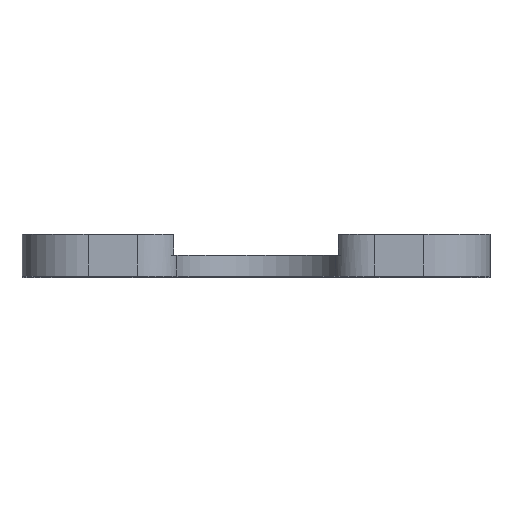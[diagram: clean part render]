
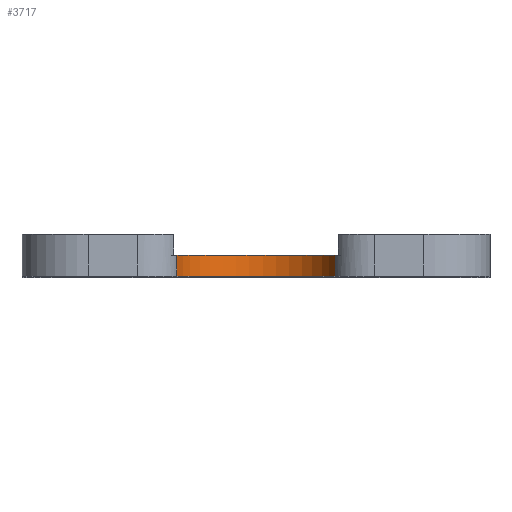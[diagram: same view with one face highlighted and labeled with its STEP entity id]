
A CAD part, top view. The second image highlights one B-rep face of the part: STEP entity #3717.
In plain terms, the highlighted cylindrical face has radius 12.7 mm (diameter 25.4 mm), a partial arc.
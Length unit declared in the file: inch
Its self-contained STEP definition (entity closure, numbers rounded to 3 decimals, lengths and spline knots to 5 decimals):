
#358=FACE_OUTER_BOUND('',#597,.T.);
#597=EDGE_LOOP('',(#2925,#2926,#2927,#2928));
#921=LINE('',#6253,#1216);
#922=LINE('',#6255,#1217);
#1216=VECTOR('',#4993,0.3937);
#1217=VECTOR('',#4996,0.3937);
#1380=CIRCLE('',#3931,0.5);
#1493=CIRCLE('',#4049,0.5);
#1626=VERTEX_POINT('',#5565);
#1627=VERTEX_POINT('',#5567);
#1796=VERTEX_POINT('',#5915);
#1797=VERTEX_POINT('',#5917);
#1990=EDGE_CURVE('',#1626,#1627,#1380,.T.);
#2165=EDGE_CURVE('',#1796,#1797,#1493,.T.);
#2337=EDGE_CURVE('',#1797,#1626,#921,.T.);
#2338=EDGE_CURVE('',#1627,#1796,#922,.T.);
#2925=ORIENTED_EDGE('',*,*,#2337,.F.);
#2926=ORIENTED_EDGE('',*,*,#2165,.F.);
#2927=ORIENTED_EDGE('',*,*,#2338,.F.);
#2928=ORIENTED_EDGE('',*,*,#1990,.F.);
#3589=CYLINDRICAL_SURFACE('',#4159,0.5);
#3717=ADVANCED_FACE('',(#358),#3589,.F.);
#3931=AXIS2_PLACEMENT_3D('',#5568,#4401,#4402);
#4049=AXIS2_PLACEMENT_3D('',#5918,#4699,#4700);
#4159=AXIS2_PLACEMENT_3D('',#6254,#4994,#4995);
#4401=DIRECTION('center_axis',(0.,1.,0.));
#4402=DIRECTION('ref_axis',(1.,0.,0.));
#4699=DIRECTION('center_axis',(0.,-1.,0.));
#4700=DIRECTION('ref_axis',(1.,0.,0.));
#4993=DIRECTION('',(0.,-1.,0.));
#4994=DIRECTION('center_axis',(0.,-1.,0.));
#4995=DIRECTION('ref_axis',(1.,0.,0.));
#4996=DIRECTION('',(0.,1.,0.));
#5565=CARTESIAN_POINT('',(-0.7786,0.,-0.02202));
#5567=CARTESIAN_POINT('',(-1.7214,0.,-0.02202));
#5568=CARTESIAN_POINT('Origin',(-1.25,0.,0.14464));
#5915=CARTESIAN_POINT('',(-1.7214,0.125,-0.02202));
#5917=CARTESIAN_POINT('',(-0.7786,0.125,-0.02202));
#5918=CARTESIAN_POINT('Origin',(-1.25,0.125,0.14464));
#6253=CARTESIAN_POINT('',(-0.7786,0.25,-0.02202));
#6254=CARTESIAN_POINT('Origin',(-1.25,0.25,0.14464));
#6255=CARTESIAN_POINT('',(-1.7214,0.25,-0.02202));
